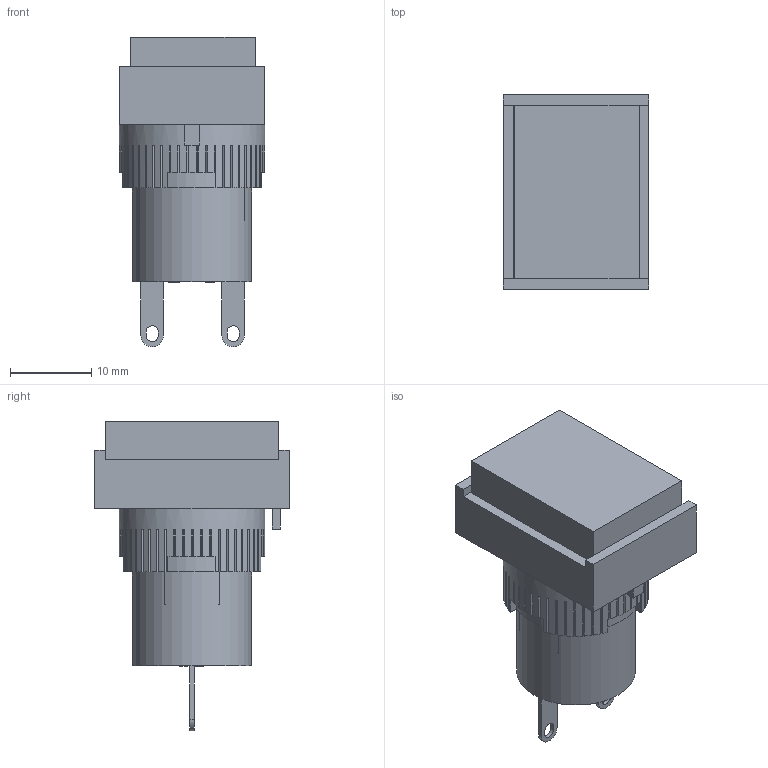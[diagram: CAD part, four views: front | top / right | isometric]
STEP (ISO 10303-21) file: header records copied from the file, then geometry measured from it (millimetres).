
FILE_DESCRIPTION((' '),'2;1');
FILE_NAME('L16PLT10xxxxxxx.stp','2017-08-02T14:24:42',(' '),(' '),' ','ACIS',' ');
FILE_SCHEMA(('CONFIG_CONTROL_DESIGN'));
Length unit declared in the file: inch
Products named in the file (3): L16PLT10xxxxxxx.stp; Body1; Body2
Assembly tree (2 placements, depth 2):
  L16PLT10xxxxxxx.stp
    Body1
    Body2
Bounding box: 18 x 24 x 38.2 mm (x, y, z)
Volume: 4632.3 mm3; surface area: 6017.3 mm2
Topology: 2 solids, 2 shells, 421 faces, 1207 edges, 800 vertices
Faces by surface type: plane 361, bspline 31, cylinder 24, cone 3, torus 2
Full cylindrical faces by diameter (mm): 3.5 x2, 6.7 x1, 14.7 x1, 18 x1
Entity records: 15022 total; most frequent: CARTESIAN_POINT 3742, ORIENTED_EDGE 2396, DIRECTION 2070, EDGE_CURVE 1198, VECTOR 956, LINE 956, VERTEX_POINT 797, AXIS2_PLACEMENT_3D 557
